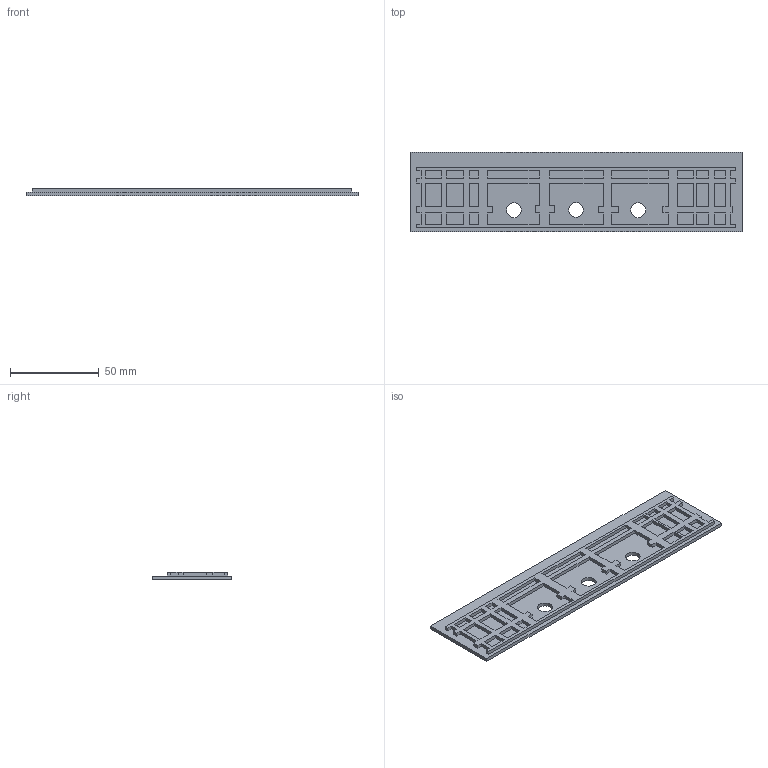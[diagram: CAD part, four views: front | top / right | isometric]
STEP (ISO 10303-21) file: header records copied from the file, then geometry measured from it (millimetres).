
FILE_DESCRIPTION(/* description */ (''),/* implementation_level */ '2;1');
FILE_NAME(/* name */ 'Frontpanel.step',/* time_stamp */ '2023-06-01T16:28:16+02:00',/* author */ (''),/* organization */ (''),/* preprocessor_version */ 'ST-DEVELOPER v19.2',/* originating_system */ 'Autodesk Translation Framework v12.4.0.73',/* authorisation */ '');
FILE_SCHEMA (('AUTOMOTIVE_DESIGN { 1 0 10303 214 3 1 1 }'));
Length unit declared in the file: millimetre
Products named in the file (1): Frontpanel
Bounding box: 187 x 45 x 4 mm (x, y, z)
Volume: 21337.6 mm3; surface area: 20790 mm2
Topology: 1 solids, 1 shells, 182 faces, 465 edges, 310 vertices
Faces by surface type: plane 179, cylinder 3
Full cylindrical faces by diameter (mm): 8.35 x3
Entity records: 5440 total; most frequent: CARTESIAN_POINT 958, ORIENTED_EDGE 930, DIRECTION 837, EDGE_CURVE 465, LINE 459, VECTOR 459, VERTEX_POINT 310, EDGE_LOOP 213
